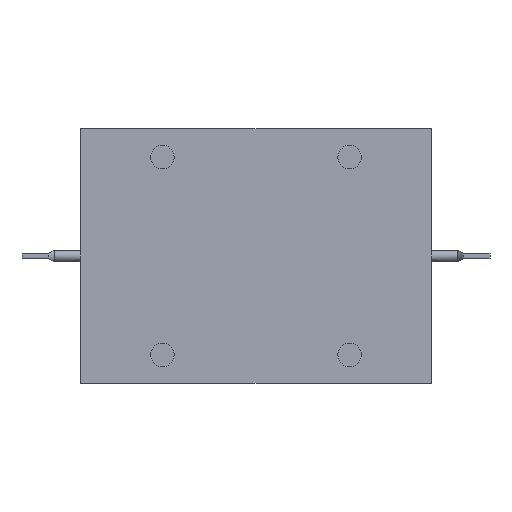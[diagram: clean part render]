
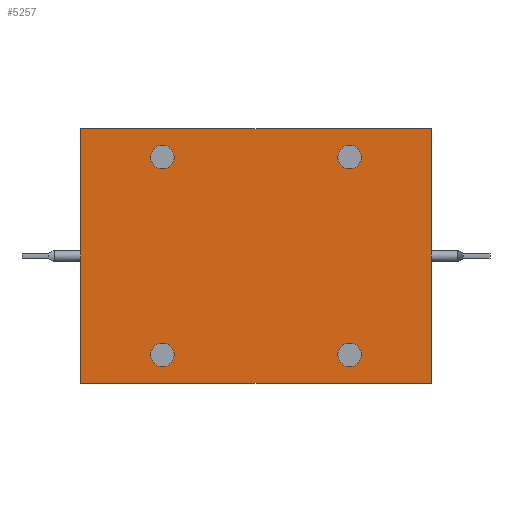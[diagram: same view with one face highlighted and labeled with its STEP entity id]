
A CAD part, front view. The second image highlights one B-rep face of the part: STEP entity #5257.
In plain terms, the highlighted planar face has unit normal (0, -1, 0).
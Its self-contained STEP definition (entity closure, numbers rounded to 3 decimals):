
#43=DIRECTION('',(0.,0.,-1.));
#44=VECTOR('',#43,47.5);
#45=CARTESIAN_POINT('',(-32.75,0.,23.75));
#46=LINE('',#45,#44);
#1207=DIRECTION('',(0.,0.,1.));
#1208=VECTOR('',#1207,47.5);
#1209=CARTESIAN_POINT('',(32.75,0.,-23.75));
#1210=LINE('',#1209,#1208);
#2457=DIRECTION('',(-1.,0.,0.));
#2458=VECTOR('',#2457,65.5);
#2459=CARTESIAN_POINT('',(32.75,0.,-23.75));
#2460=LINE('',#2459,#2458);
#2464=DIRECTION('',(1.,0.,0.));
#2465=VECTOR('',#2464,65.5);
#2466=CARTESIAN_POINT('',(-32.75,0.,23.75));
#2467=LINE('',#2466,#2465);
#2471=CARTESIAN_POINT('',(17.5,0.,-18.5));
#2472=DIRECTION('',(0.,1.,0.));
#2473=DIRECTION('',(1.,0.,0.));
#2474=AXIS2_PLACEMENT_3D('',#2471,#2472,#2473);
#2479=CARTESIAN_POINT('',(17.5,0.,-18.5));
#2480=DIRECTION('',(0.,1.,0.));
#2481=DIRECTION('',(-1.,0.,0.));
#2482=AXIS2_PLACEMENT_3D('',#2479,#2480,#2481);
#2487=CARTESIAN_POINT('',(-17.5,0.,18.5));
#2488=DIRECTION('',(0.,1.,0.));
#2489=DIRECTION('',(1.,0.,0.));
#2490=AXIS2_PLACEMENT_3D('',#2487,#2488,#2489);
#2495=CARTESIAN_POINT('',(-17.5,0.,18.5));
#2496=DIRECTION('',(0.,1.,0.));
#2497=DIRECTION('',(-1.,0.,0.));
#2498=AXIS2_PLACEMENT_3D('',#2495,#2496,#2497);
#2503=CARTESIAN_POINT('',(-17.5,0.,-18.5));
#2504=DIRECTION('',(0.,1.,0.));
#2505=DIRECTION('',(1.,0.,0.));
#2506=AXIS2_PLACEMENT_3D('',#2503,#2504,#2505);
#2511=CARTESIAN_POINT('',(-17.5,0.,-18.5));
#2512=DIRECTION('',(0.,1.,0.));
#2513=DIRECTION('',(-1.,0.,0.));
#2514=AXIS2_PLACEMENT_3D('',#2511,#2512,#2513);
#2519=CARTESIAN_POINT('',(17.5,0.,18.5));
#2520=DIRECTION('',(0.,1.,0.));
#2521=DIRECTION('',(1.,0.,0.));
#2522=AXIS2_PLACEMENT_3D('',#2519,#2520,#2521);
#2527=CARTESIAN_POINT('',(17.5,0.,18.5));
#2528=DIRECTION('',(0.,1.,0.));
#2529=DIRECTION('',(-1.,0.,0.));
#2530=AXIS2_PLACEMENT_3D('',#2527,#2528,#2529);
#2879=CARTESIAN_POINT('',(-32.75,0.,23.75));
#2880=CARTESIAN_POINT('',(32.75,0.,23.75));
#2881=VERTEX_POINT('',#2879);
#2882=VERTEX_POINT('',#2880);
#2883=CARTESIAN_POINT('',(32.75,0.,-23.75));
#2884=CARTESIAN_POINT('',(-32.75,0.,-23.75));
#2885=VERTEX_POINT('',#2883);
#2886=VERTEX_POINT('',#2884);
#2927=CARTESIAN_POINT('',(19.7,0.,-18.5));
#2928=CARTESIAN_POINT('',(15.3,0.,-18.5));
#2929=VERTEX_POINT('',#2927);
#2930=VERTEX_POINT('',#2928);
#2931=CARTESIAN_POINT('',(-15.3,0.,18.5));
#2932=CARTESIAN_POINT('',(-19.7,0.,18.5));
#2933=VERTEX_POINT('',#2931);
#2934=VERTEX_POINT('',#2932);
#3227=CARTESIAN_POINT('',(-15.3,0.,-18.5));
#3228=CARTESIAN_POINT('',(-19.7,0.,-18.5));
#3229=VERTEX_POINT('',#3227);
#3230=VERTEX_POINT('',#3228);
#3231=CARTESIAN_POINT('',(19.7,0.,18.5));
#3232=CARTESIAN_POINT('',(15.3,0.,18.5));
#3233=VERTEX_POINT('',#3231);
#3234=VERTEX_POINT('',#3232);
#5222=CARTESIAN_POINT('',(-32.75,0.,13.5));
#5223=DIRECTION('',(0.,-1.,0.));
#5224=DIRECTION('',(0.,0.,-1.));
#5225=AXIS2_PLACEMENT_3D('',#5222,#5223,#5224);
#5226=PLANE('',#5225);
#5227=ORIENTED_EDGE('',*,*,#3956,.F.);
#5229=ORIENTED_EDGE('',*,*,#5228,.T.);
#5230=ORIENTED_EDGE('',*,*,#3362,.F.);
#5232=ORIENTED_EDGE('',*,*,#5231,.T.);
#5233=EDGE_LOOP('',(#5227,#5229,#5230,#5232));
#5234=FACE_OUTER_BOUND('',#5233,.F.);
#5235=ORIENTED_EDGE('',*,*,#5151,.F.);
#5236=ORIENTED_EDGE('',*,*,#5203,.F.);
#5237=EDGE_LOOP('',(#5235,#5236));
#5238=FACE_BOUND('',#5237,.F.);
#5240=ORIENTED_EDGE('',*,*,#5239,.F.);
#5242=ORIENTED_EDGE('',*,*,#5241,.F.);
#5243=EDGE_LOOP('',(#5240,#5242));
#5244=FACE_BOUND('',#5243,.F.);
#5246=ORIENTED_EDGE('',*,*,#5245,.F.);
#5248=ORIENTED_EDGE('',*,*,#5247,.F.);
#5249=EDGE_LOOP('',(#5246,#5248));
#5250=FACE_BOUND('',#5249,.F.);
#5252=ORIENTED_EDGE('',*,*,#5251,.F.);
#5254=ORIENTED_EDGE('',*,*,#5253,.F.);
#5255=EDGE_LOOP('',(#5252,#5254));
#5256=FACE_BOUND('',#5255,.F.);
#2475=CIRCLE('',#2474,2.2);
#2483=CIRCLE('',#2482,2.2);
#2491=CIRCLE('',#2490,2.2);
#2499=CIRCLE('',#2498,2.2);
#2507=CIRCLE('',#2506,2.2);
#2515=CIRCLE('',#2514,2.2);
#2523=CIRCLE('',#2522,2.2);
#2531=CIRCLE('',#2530,2.2);
#3362=EDGE_CURVE('',#2881,#2886,#46,.T.);
#3956=EDGE_CURVE('',#2885,#2882,#1210,.T.);
#5151=EDGE_CURVE('',#2929,#2930,#2475,.T.);
#5203=EDGE_CURVE('',#2930,#2929,#2483,.T.);
#5228=EDGE_CURVE('',#2885,#2886,#2460,.T.);
#5231=EDGE_CURVE('',#2881,#2882,#2467,.T.);
#5239=EDGE_CURVE('',#2933,#2934,#2491,.T.);
#5241=EDGE_CURVE('',#2934,#2933,#2499,.T.);
#5245=EDGE_CURVE('',#3229,#3230,#2507,.T.);
#5247=EDGE_CURVE('',#3230,#3229,#2515,.T.);
#5251=EDGE_CURVE('',#3233,#3234,#2523,.T.);
#5253=EDGE_CURVE('',#3234,#3233,#2531,.T.);
#5257=ADVANCED_FACE('',(#5234,#5238,#5244,#5250,#5256),#5226,.T.);
